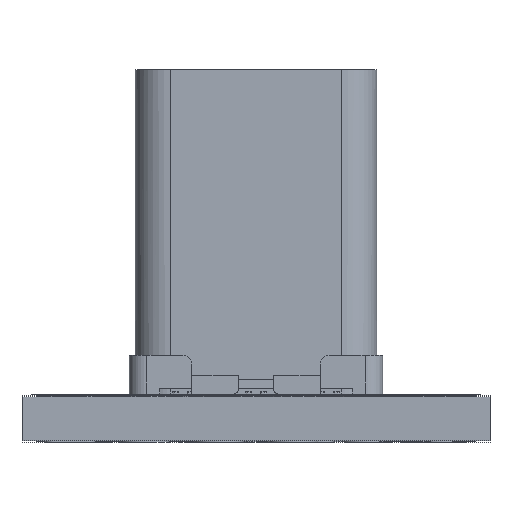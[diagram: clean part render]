
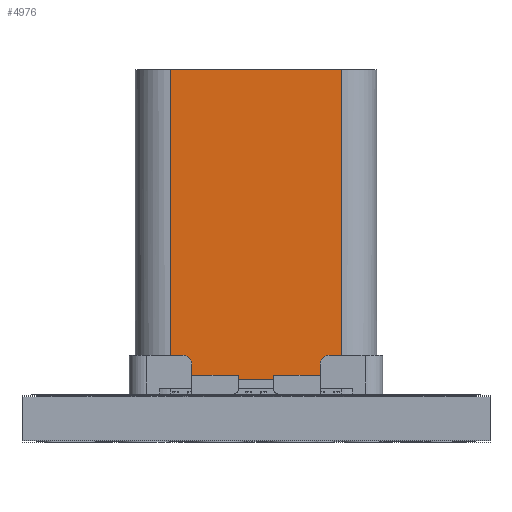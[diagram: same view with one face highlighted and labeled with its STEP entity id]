
A CAD part, left-side view. The second image highlights one B-rep face of the part: STEP entity #4976.
In plain terms, the highlighted face is planar.
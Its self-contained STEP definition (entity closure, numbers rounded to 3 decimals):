
#3228 = VERTEX_POINT('',#3229);
#3229 = CARTESIAN_POINT('',(-1.7,-1.2,0.5));
#3235 = EDGE_CURVE('',#3236,#3228,#3238,.T.);
#3236 = VERTEX_POINT('',#3237);
#3237 = CARTESIAN_POINT('',(-1.1,-1.2,0.5));
#3238 = LINE('',#3239,#3240);
#3239 = CARTESIAN_POINT('',(2.925,-1.2,0.5));
#3240 = VECTOR('',#3241,1.);
#3241 = DIRECTION('',(-1.,0.,0.));
#3272 = VERTEX_POINT('',#3273);
#3273 = CARTESIAN_POINT('',(1.1,-1.2,0.5));
#3279 = EDGE_CURVE('',#3280,#3272,#3282,.T.);
#3280 = VERTEX_POINT('',#3281);
#3281 = CARTESIAN_POINT('',(1.7,-1.2,0.5));
#3282 = LINE('',#3283,#3284);
#3283 = CARTESIAN_POINT('',(2.925,-1.2,0.5));
#3284 = VECTOR('',#3285,1.);
#3285 = DIRECTION('',(-1.,0.,0.));
#3321 = VERTEX_POINT('',#3322);
#3322 = CARTESIAN_POINT('',(-0.6,-1.2,0.5));
#3328 = EDGE_CURVE('',#3329,#3321,#3331,.T.);
#3329 = VERTEX_POINT('',#3330);
#3330 = CARTESIAN_POINT('',(0.6,-1.2,0.5));
#3331 = LINE('',#3332,#3333);
#3332 = CARTESIAN_POINT('',(2.925,-1.2,0.5));
#3333 = VECTOR('',#3334,1.);
#3334 = DIRECTION('',(-1.,0.,0.));
#3359 = VERTEX_POINT('',#3360);
#3360 = CARTESIAN_POINT('',(2.2,-1.2,0.5));
#3366 = EDGE_CURVE('',#3367,#3359,#3369,.T.);
#3367 = VERTEX_POINT('',#3368);
#3368 = CARTESIAN_POINT('',(2.925,-1.2,0.5));
#3369 = LINE('',#3370,#3371);
#3370 = CARTESIAN_POINT('',(2.925,-1.2,0.5));
#3371 = VECTOR('',#3372,1.);
#3372 = DIRECTION('',(-1.,0.,0.));
#3417 = VERTEX_POINT('',#3418);
#3418 = CARTESIAN_POINT('',(-2.925,-1.2,0.5));
#3425 = EDGE_CURVE('',#3426,#3417,#3428,.T.);
#3426 = VERTEX_POINT('',#3427);
#3427 = CARTESIAN_POINT('',(-2.2,-1.2,0.5));
#3428 = LINE('',#3429,#3430);
#3429 = CARTESIAN_POINT('',(2.925,-1.2,0.5));
#3430 = VECTOR('',#3431,1.);
#3431 = DIRECTION('',(-1.,0.,0.));
#3683 = EDGE_CURVE('',#3684,#3321,#3686,.T.);
#3684 = VERTEX_POINT('',#3685);
#3685 = CARTESIAN_POINT('',(-0.6,-1.2,0.65));
#3686 = LINE('',#3687,#3688);
#3687 = CARTESIAN_POINT('',(-0.6,-1.2,0.5));
#3688 = VECTOR('',#3689,1.);
#3689 = DIRECTION('',(0.,0.,-1.));
#4400 = VERTEX_POINT('',#4401);
#4401 = CARTESIAN_POINT('',(-1.1,-1.2,0.65));
#4407 = EDGE_CURVE('',#3236,#4400,#4408,.T.);
#4408 = LINE('',#4409,#4410);
#4409 = CARTESIAN_POINT('',(-1.1,-1.2,0.5));
#4410 = VECTOR('',#4411,1.);
#4411 = DIRECTION('',(0.,0.,1.));
#4453 = VERTEX_POINT('',#4454);
#4454 = CARTESIAN_POINT('',(-2.2,-1.2,0.65));
#4460 = EDGE_CURVE('',#3426,#4453,#4461,.T.);
#4461 = LINE('',#4462,#4463);
#4462 = CARTESIAN_POINT('',(-2.2,-1.2,0.5));
#4463 = VECTOR('',#4464,1.);
#4464 = DIRECTION('',(0.,0.,1.));
#4477 = EDGE_CURVE('',#4478,#3228,#4480,.T.);
#4478 = VERTEX_POINT('',#4479);
#4479 = CARTESIAN_POINT('',(-1.7,-1.2,0.65));
#4480 = LINE('',#4481,#4482);
#4481 = CARTESIAN_POINT('',(-1.7,-1.2,0.5));
#4482 = VECTOR('',#4483,1.);
#4483 = DIRECTION('',(0.,0.,-1.));
#4501 = EDGE_CURVE('',#4453,#4478,#4502,.T.);
#4502 = LINE('',#4503,#4504);
#4503 = CARTESIAN_POINT('',(-2.163,-1.2,0.65));
#4504 = VECTOR('',#4505,1.);
#4505 = DIRECTION('',(1.,0.,0.));
#4510 = EDGE_CURVE('',#4400,#3684,#4511,.T.);
#4511 = LINE('',#4512,#4513);
#4512 = CARTESIAN_POINT('',(-2.163,-1.2,0.65));
#4513 = VECTOR('',#4514,1.);
#4514 = DIRECTION('',(1.,0.,0.));
#4536 = VERTEX_POINT('',#4537);
#4537 = CARTESIAN_POINT('',(0.6,-1.2,0.65));
#4543 = EDGE_CURVE('',#3329,#4536,#4544,.T.);
#4544 = LINE('',#4545,#4546);
#4545 = CARTESIAN_POINT('',(0.6,-1.2,0.5));
#4546 = VECTOR('',#4547,1.);
#4547 = DIRECTION('',(0.,0.,1.));
#4560 = EDGE_CURVE('',#4561,#3272,#4563,.T.);
#4561 = VERTEX_POINT('',#4562);
#4562 = CARTESIAN_POINT('',(1.1,-1.2,0.65));
#4563 = LINE('',#4564,#4565);
#4564 = CARTESIAN_POINT('',(1.1,-1.2,0.5));
#4565 = VECTOR('',#4566,1.);
#4566 = DIRECTION('',(0.,0.,-1.));
#4619 = VERTEX_POINT('',#4620);
#4620 = CARTESIAN_POINT('',(1.7,-1.2,0.65));
#4626 = EDGE_CURVE('',#3280,#4619,#4627,.T.);
#4627 = LINE('',#4628,#4629);
#4628 = CARTESIAN_POINT('',(1.7,-1.2,0.5));
#4629 = VECTOR('',#4630,1.);
#4630 = DIRECTION('',(0.,0.,1.));
#4643 = EDGE_CURVE('',#4644,#3359,#4646,.T.);
#4644 = VERTEX_POINT('',#4645);
#4645 = CARTESIAN_POINT('',(2.2,-1.2,0.65));
#4646 = LINE('',#4647,#4648);
#4647 = CARTESIAN_POINT('',(2.2,-1.2,0.5));
#4648 = VECTOR('',#4649,1.);
#4649 = DIRECTION('',(0.,0.,-1.));
#4697 = EDGE_CURVE('',#4619,#4644,#4698,.T.);
#4698 = LINE('',#4699,#4700);
#4699 = CARTESIAN_POINT('',(-0.763,-1.2,0.65));
#4700 = VECTOR('',#4701,1.);
#4701 = DIRECTION('',(1.,0.,0.));
#4706 = EDGE_CURVE('',#4536,#4561,#4707,.T.);
#4707 = LINE('',#4708,#4709);
#4708 = CARTESIAN_POINT('',(-0.763,-1.2,0.65));
#4709 = VECTOR('',#4710,1.);
#4710 = DIRECTION('',(1.,0.,0.));
#4976 = ADVANCED_FACE('',(#4977),#5018,.T.);
#4977 = FACE_BOUND('',#4978,.T.);
#4978 = EDGE_LOOP('',(#4979,#4980,#4981,#4982,#4983,#4984,#4985,#4986,
    #4987,#4988,#4989,#4997,#5005,#5011,#5012,#5013,#5014,#5015,#5016,
    #5017));
#4979 = ORIENTED_EDGE('',*,*,#3683,.T.);
#4980 = ORIENTED_EDGE('',*,*,#3328,.F.);
#4981 = ORIENTED_EDGE('',*,*,#4543,.T.);
#4982 = ORIENTED_EDGE('',*,*,#4706,.T.);
#4983 = ORIENTED_EDGE('',*,*,#4560,.T.);
#4984 = ORIENTED_EDGE('',*,*,#3279,.F.);
#4985 = ORIENTED_EDGE('',*,*,#4626,.T.);
#4986 = ORIENTED_EDGE('',*,*,#4697,.T.);
#4987 = ORIENTED_EDGE('',*,*,#4643,.T.);
#4988 = ORIENTED_EDGE('',*,*,#3366,.F.);
#4989 = ORIENTED_EDGE('',*,*,#4990,.T.);
#4990 = EDGE_CURVE('',#3367,#4991,#4993,.T.);
#4991 = VERTEX_POINT('',#4992);
#4992 = CARTESIAN_POINT('',(2.925,-1.2,11.1));
#4993 = LINE('',#4994,#4995);
#4994 = CARTESIAN_POINT('',(2.925,-1.2,0.5));
#4995 = VECTOR('',#4996,1.);
#4996 = DIRECTION('',(0.,0.,1.));
#4997 = ORIENTED_EDGE('',*,*,#4998,.F.);
#4998 = EDGE_CURVE('',#4999,#4991,#5001,.T.);
#4999 = VERTEX_POINT('',#5000);
#5000 = CARTESIAN_POINT('',(-2.925,-1.2,11.1));
#5001 = LINE('',#5002,#5003);
#5002 = CARTESIAN_POINT('',(2.925,-1.2,11.1));
#5003 = VECTOR('',#5004,1.);
#5004 = DIRECTION('',(1.,0.,0.));
#5005 = ORIENTED_EDGE('',*,*,#5006,.F.);
#5006 = EDGE_CURVE('',#3417,#4999,#5007,.T.);
#5007 = LINE('',#5008,#5009);
#5008 = CARTESIAN_POINT('',(-2.925,-1.2,0.5));
#5009 = VECTOR('',#5010,1.);
#5010 = DIRECTION('',(0.,0.,1.));
#5011 = ORIENTED_EDGE('',*,*,#3425,.F.);
#5012 = ORIENTED_EDGE('',*,*,#4460,.T.);
#5013 = ORIENTED_EDGE('',*,*,#4501,.T.);
#5014 = ORIENTED_EDGE('',*,*,#4477,.T.);
#5015 = ORIENTED_EDGE('',*,*,#3235,.F.);
#5016 = ORIENTED_EDGE('',*,*,#4407,.T.);
#5017 = ORIENTED_EDGE('',*,*,#4510,.T.);
#5018 = PLANE('',#5019);
#5019 = AXIS2_PLACEMENT_3D('',#5020,#5021,#5022);
#5020 = CARTESIAN_POINT('',(-2.925,-1.2,0.5));
#5021 = DIRECTION('',(0.,-1.,0.));
#5022 = DIRECTION('',(1.,0.,0.));
